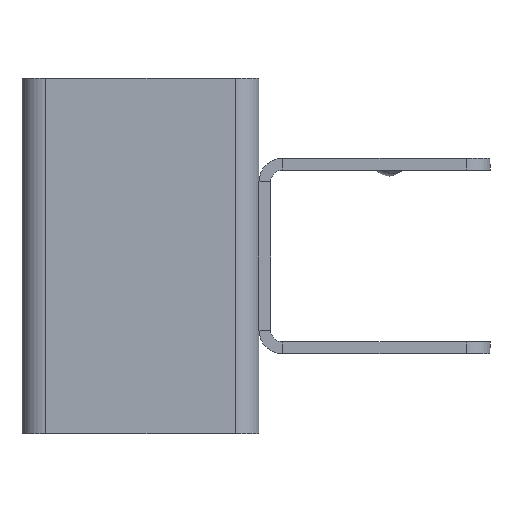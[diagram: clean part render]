
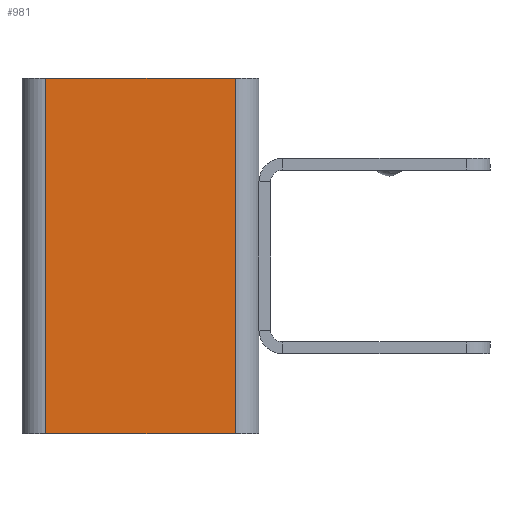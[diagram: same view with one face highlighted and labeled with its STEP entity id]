
A CAD part, left-side view. The second image highlights one B-rep face of the part: STEP entity #981.
In plain terms, the highlighted planar face has unit normal (-1, 0, 0).
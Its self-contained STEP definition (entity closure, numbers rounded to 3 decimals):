
#493=CARTESIAN_POINT('',(-21.5,36.0,30.0));
#494=VERTEX_POINT('',#493);
#519=CARTESIAN_POINT('',(-21.5,36.0,-30.0));
#520=VERTEX_POINT('',#519);
#597=CARTESIAN_POINT('',(-21.5,36.0,30.0));
#598=DIRECTION('',(0.0,0.0,-1.0));
#599=VECTOR('',#598,60.0);
#600=LINE('',#597,#599);
#601=EDGE_CURVE('',#494,#520,#600,.T.);
#676=CARTESIAN_POINT('',(-21.5,4.,-30.0));
#677=VERTEX_POINT('',#676);
#684=CARTESIAN_POINT('',(-21.5,4.,-30.0));
#685=DIRECTION('',(0.0,1.0,0.0));
#686=VECTOR('',#685,32.0);
#687=LINE('',#684,#686);
#688=EDGE_CURVE('',#677,#520,#687,.T.);
#863=CARTESIAN_POINT('',(-21.5,4.,30.0));
#864=VERTEX_POINT('',#863);
#865=CARTESIAN_POINT('',(-21.5,4.,-30.0));
#866=DIRECTION('',(0.0,0.0,1.0));
#867=VECTOR('',#866,60.0);
#868=LINE('',#865,#867);
#869=EDGE_CURVE('',#677,#864,#868,.T.);
#904=CARTESIAN_POINT('',(-21.5,36.,30.0));
#905=DIRECTION('',(0.0,-1.0,0.0));
#906=VECTOR('',#905,32.);
#907=LINE('',#904,#906);
#908=EDGE_CURVE('',#494,#864,#907,.T.);
#970=CARTESIAN_POINT('',(-21.5,19.738,0.0));
#971=DIRECTION('',(1.0,0.0,0.0));
#972=DIRECTION('',(0.0,0.0,1.0));
#973=AXIS2_PLACEMENT_3D('',#970,#971,#972);
#974=PLANE('',#973);
#975=ORIENTED_EDGE('',*,*,#601,.T.);
#976=ORIENTED_EDGE('',*,*,#688,.F.);
#977=ORIENTED_EDGE('',*,*,#869,.T.);
#978=ORIENTED_EDGE('',*,*,#908,.F.);
#979=EDGE_LOOP('',(#975,#976,#977,#978));
#980=FACE_OUTER_BOUND('',#979,.T.);
#981=ADVANCED_FACE('',(#980),#974,.F.);
